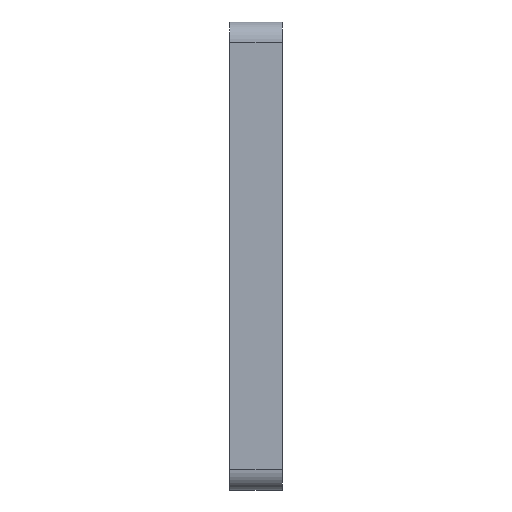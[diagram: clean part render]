
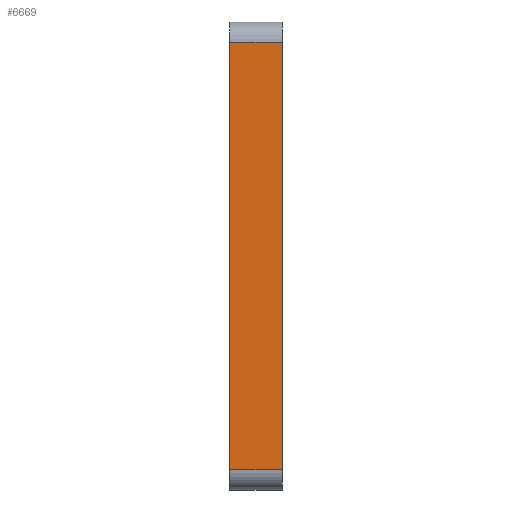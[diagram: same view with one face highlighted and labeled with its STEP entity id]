
A CAD part, left-side view. The second image highlights one B-rep face of the part: STEP entity #6669.
In plain terms, the highlighted planar face has unit normal (-1, 0, 0).
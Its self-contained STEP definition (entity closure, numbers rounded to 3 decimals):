
#1065=FACE_OUTER_BOUND('',#1468,.T.);
#1468=EDGE_LOOP('',(#6130,#6131,#6132,#6133));
#1974=LINE('',#13026,#2519);
#1999=LINE('',#13135,#2544);
#2006=LINE('',#13159,#2551);
#2007=LINE('',#13161,#2552);
#2519=VECTOR('',#7629,10.);
#2544=VECTOR('',#7746,10.);
#2551=VECTOR('',#7769,10.);
#2552=VECTOR('',#7772,10.);
#3168=VERTEX_POINT('',#13023);
#3169=VERTEX_POINT('',#13025);
#3206=VERTEX_POINT('',#13132);
#3207=VERTEX_POINT('',#13134);
#4117=EDGE_CURVE('',#3168,#3169,#1974,.T.);
#4165=EDGE_CURVE('',#3206,#3207,#1999,.T.);
#4178=EDGE_CURVE('',#3169,#3206,#2006,.T.);
#4179=EDGE_CURVE('',#3207,#3168,#2007,.T.);
#6130=ORIENTED_EDGE('',*,*,#4178,.F.);
#6131=ORIENTED_EDGE('',*,*,#4117,.F.);
#6132=ORIENTED_EDGE('',*,*,#4179,.F.);
#6133=ORIENTED_EDGE('',*,*,#4165,.F.);
#6309=PLANE('',#6885);
#6669=ADVANCED_FACE('',(#1065),#6309,.T.);
#6885=AXIS2_PLACEMENT_3D('',#13202,#7825,#7826);
#7629=DIRECTION('',(0.,0.,-1.));
#7746=DIRECTION('',(0.,0.,1.));
#7769=DIRECTION('',(0.,1.,0.));
#7772=DIRECTION('',(0.,-1.,0.));
#7825=DIRECTION('center_axis',(-1.,0.,0.));
#7826=DIRECTION('ref_axis',(0.,0.,1.));
#13023=CARTESIAN_POINT('',(-10.,0.,5.));
#13025=CARTESIAN_POINT('',(-10.,0.,-101.));
#13026=CARTESIAN_POINT('',(-10.,0.,10.));
#13132=CARTESIAN_POINT('',(-10.,13.,-101.));
#13134=CARTESIAN_POINT('',(-10.,13.,5.));
#13135=CARTESIAN_POINT('',(-10.,13.,10.));
#13159=CARTESIAN_POINT('',(-10.,0.,-101.));
#13161=CARTESIAN_POINT('',(-10.,0.,5.));
#13202=CARTESIAN_POINT('Origin',(-10.,0.,-106.));
